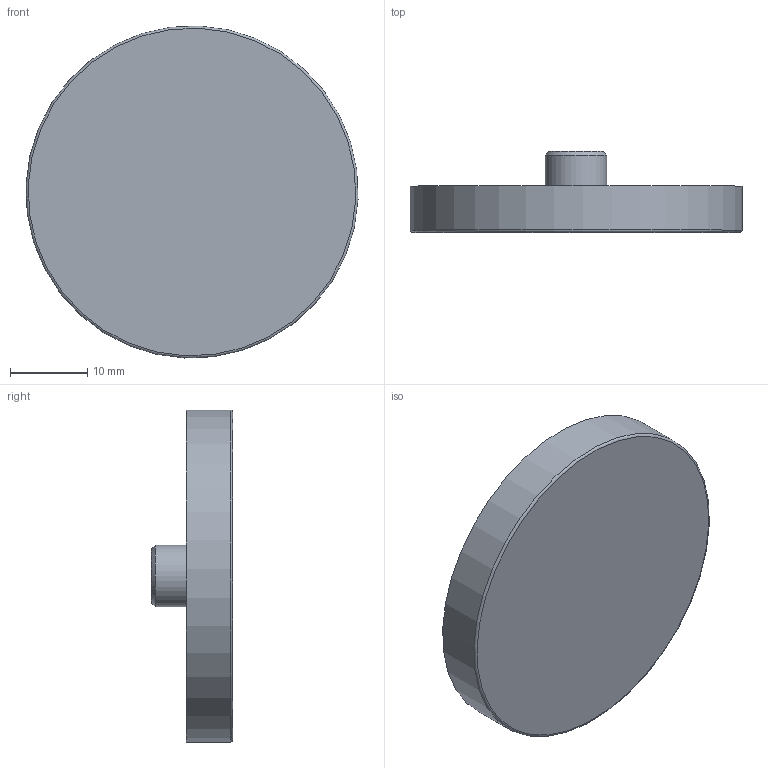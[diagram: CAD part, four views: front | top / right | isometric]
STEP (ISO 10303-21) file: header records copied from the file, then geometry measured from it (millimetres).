
FILE_DESCRIPTION(/* description */ (''),/* implementation_level */ '2;1');
FILE_NAME(/* name */ 'GM17505 -.stp',/* time_stamp */ '2019-10-01T12:25:00+02:00',/* author */ ('PV'),/* organization */ (''),/* preprocessor_version */ 'ST-DEVELOPER v17.2',/* originating_system */ 'Autodesk Inventor 2019',/* authorisation */ '');
FILE_SCHEMA (('AUTOMOTIVE_DESIGN { 1 0 10303 214 3 1 1 }'));
Length unit declared in the file: millimetre
Products named in the file (5): GM17505; E0116933; E0116934; E0116939; E0116942
Assembly tree (9 placements, depth 2):
  GM17505
    E0116933
    E0116934  x6
    E0116939
    E0116942
Bounding box: 42.96 x 10.5 x 42.96 mm (x, y, z)
Volume: 8882.5 mm3; surface area: 15962 mm2
Topology: 9 solids, 9 shells, 44 faces, 79 edges, 57 vertices
Faces by surface type: plane 22, cylinder 20, cone 1, torus 1
Full cylindrical faces by diameter (mm): 3.3 x1, 8 x2, 12 x12, 40 x2, 42 x2, 43 x1
Entity records: 1136 total; most frequent: DIRECTION 198, CARTESIAN_POINT 154, ORIENTED_EDGE 128, AXIS2_PLACEMENT_3D 91, EDGE_CURVE 64, CIRCLE 48, EDGE_LOOP 47, VERTEX_POINT 47
